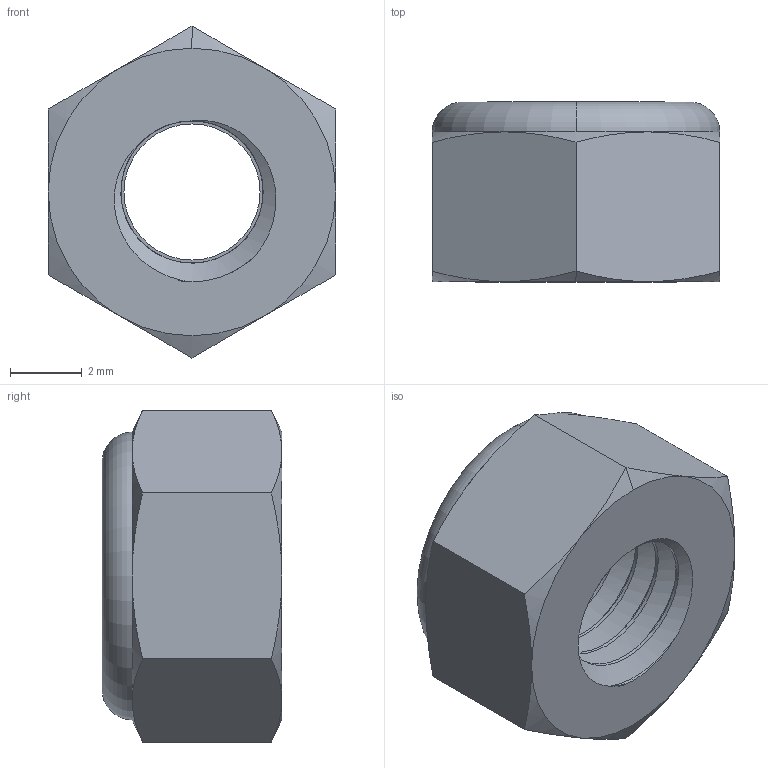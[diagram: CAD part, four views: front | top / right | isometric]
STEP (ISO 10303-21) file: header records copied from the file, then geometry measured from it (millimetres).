
FILE_DESCRIPTION (( 'STEP AP203' ), '1' );
FILE_NAME ('94645A102.STEP', '2019-09-05T12:41:40', ( '' ), ( '' ), 'SwSTEP 2.0', 'SolidWorks 2014', '' );
FILE_SCHEMA (( 'CONFIG_CONTROL_DESIGN' ));
Length unit declared in the file: millimetre
Products named in the file (1): 94645A102
Bounding box: 8 x 5 x 9.24 mm (x, y, z)
Volume: 185.7 mm3; surface area: 448 mm2
Topology: 2 solids, 2 shells, 51 faces, 119 edges, 74 vertices
Faces by surface type: cylinder 16, cone 14, plane 12, torus 6, bspline 3
Entity records: 2705 total; most frequent: CARTESIAN_POINT 1568, ORIENTED_EDGE 238, DIRECTION 203, EDGE_CURVE 119, AXIS2_PLACEMENT_3D 90, VERTEX_POINT 74, EDGE_LOOP 57, FACE_OUTER_BOUND 51
